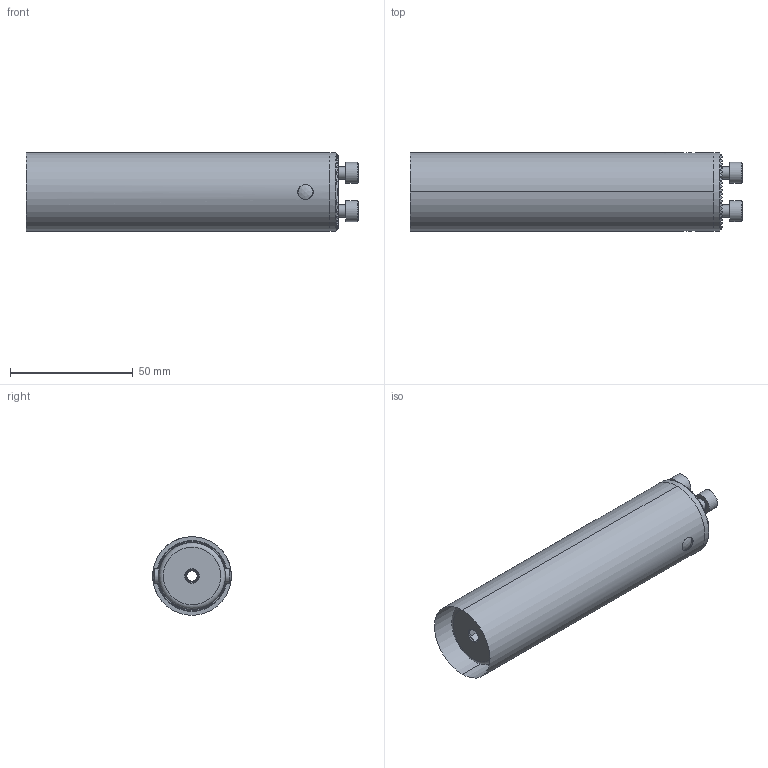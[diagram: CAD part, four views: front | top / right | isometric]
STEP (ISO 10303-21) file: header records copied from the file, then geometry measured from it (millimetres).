
FILE_DESCRIPTION (( 'STEP AP214' ), '1' );
FILE_NAME ('PS5.WK2.WD3.189.STEP', '2021-07-19T06:12:08', ( '' ), ( '' ), 'SwSTEP 2.0', 'SolidWorks 2017', '' );
FILE_SCHEMA (( 'AUTOMOTIVE_DESIGN' ));
Length unit declared in the file: millimetre
Products named in the file (12): ISO 4762 - M5 x 14; PS5.WK2.WD3.189; WD3-ER1.026.087_A; DIN 3771 - 23x2; PS5-WD3.100.151_A_mit Stiftbohrung; DIN 3771 - 13x4; WD3-BG1.027.100; WD3-ER1.027.019_A; WD3-WK2.032.003_A; WD3-ER1.011.082_A; DIN 6325_ø6x12-m6_2x6; DIN 3771 - 6x1
Assembly tree (17 placements, depth 3):
  PS5.WK2.WD3.189
    PS5-WD3.100.151_A_mit Stiftbohrung
    WD3-BG1.027.100
      WD3-ER1.011.082_A
      WD3-ER1.027.019_A  x2
      DIN 3771 - 13x4  x2
      DIN 3771 - 23x2  x2
      WD3-ER1.026.087_A
    WD3-WK2.032.003_A
    DIN 6325_ø6x12-m6_2x6  x2
    ISO 4762 - M5 x 14  x3
    DIN 3771 - 6x1
Bounding box: 135.09 x 32 x 32 mm (x, y, z)
Volume: 61785.4 mm3; surface area: 42244.5 mm2
Topology: 15 solids, 16 shells, 393 faces, 979 edges, 620 vertices
Faces by surface type: plane 216, cylinder 89, cone 58, torus 26, sphere 4
Full cylindrical faces by diameter (mm): 4.2 x5, 5 x3, 6 x6, 6.8 x1, 7 x2, 7.4 x1, 8 x2, 8.2 x2, 8.5 x5, 11 x1, 12 x1, 13 x2, 14 x2, 21 x2, 23.8 x2, 26 x1, 26.7 x1, 27 x4, 27.2 x1, 32 x1
Entity records: 11092 total; most frequent: CARTESIAN_POINT 3596, ORIENTED_EDGE 1404, DIRECTION 1304, EDGE_CURVE 708, AXIS2_PLACEMENT_3D 544, VERTEX_POINT 508, EDGE_LOOP 424, FACE_OUTER_BOUND 357
